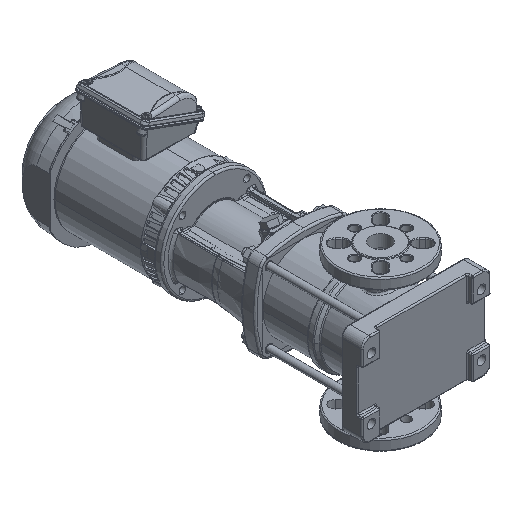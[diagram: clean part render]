
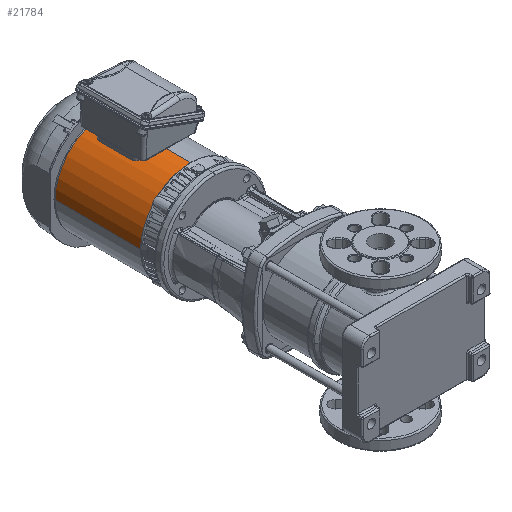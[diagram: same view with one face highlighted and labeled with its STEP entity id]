
A CAD part, isometric view. The second image highlights one B-rep face of the part: STEP entity #21784.
In plain terms, the highlighted cylindrical face has radius 81.875 mm (diameter 163.75 mm), a partial arc.
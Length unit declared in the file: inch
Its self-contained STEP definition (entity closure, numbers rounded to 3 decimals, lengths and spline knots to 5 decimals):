
#794 = VECTOR ( 'NONE', #29198, 39.37008 ) ;
#3033 = DIRECTION ( 'NONE',  ( 1., 0., 0. ) ) ;
#3350 = CARTESIAN_POINT ( 'NONE',  ( 24.55814, -2.54755, 0.00056 ) ) ;
#7414 = VERTEX_POINT ( 'NONE', #37577 ) ;
#14139 = VERTEX_POINT ( 'NONE', #42786 ) ;
#17273 = DIRECTION ( 'NONE',  ( 0., 0., 1. ) ) ;
#18364 = FACE_OUTER_BOUND ( 'NONE', #62898, .T. ) ;
#21784 = ADVANCED_FACE ( 'NONE', ( #18364 ), #25523, .T. ) ;
#23539 = ORIENTED_EDGE ( 'NONE', *, *, #48238, .T. ) ;
#24955 = VERTEX_POINT ( 'NONE', #107734 ) ;
#25523 = CYLINDRICAL_SURFACE ( 'NONE', #76502, 3.22343 ) ;
#26060 = ORIENTED_EDGE ( 'NONE', *, *, #57703, .F. ) ;
#27614 = ORIENTED_EDGE ( 'NONE', *, *, #58452, .T. ) ;
#29198 = DIRECTION ( 'NONE',  ( -1., 0., 0. ) ) ;
#33755 = CARTESIAN_POINT ( 'NONE',  ( 24.55814, 0.67588, 0. ) ) ;
#33919 = ORIENTED_EDGE ( 'NONE', *, *, #107902, .T. ) ;
#37577 = CARTESIAN_POINT ( 'NONE',  ( 3.52765, 0.67588, 3.22343 ) ) ;
#42786 = CARTESIAN_POINT ( 'NONE',  ( -1.98416, 0.67588, 3.22343 ) ) ;
#48238 = EDGE_CURVE ( 'NONE', #99651, #7414, #56791, .T. ) ;
#53255 = AXIS2_PLACEMENT_3D ( 'NONE', #104457, #71478, #80281 ) ;
#56791 = CIRCLE ( 'NONE', #53255, 3.22343 ) ;
#57703 = EDGE_CURVE ( 'NONE', #99651, #24955, #78641, .T. ) ;
#58452 = EDGE_CURVE ( 'NONE', #7414, #14139, #62165, .T. ) ;
#62165 = LINE ( 'NONE', #72023, #794 ) ;
#62898 = EDGE_LOOP ( 'NONE', ( #23539, #27614, #33919, #26060 ) ) ;
#63949 = VECTOR ( 'NONE', #103886, 39.37008 ) ;
#71478 = DIRECTION ( 'NONE',  ( -1., 0., 0. ) ) ;
#72023 = CARTESIAN_POINT ( 'NONE',  ( 24.55814, 0.67588, 3.22343 ) ) ;
#76502 = AXIS2_PLACEMENT_3D ( 'NONE', #33755, #84287, #17273 ) ;
#78338 = CARTESIAN_POINT ( 'NONE',  ( -1.98416, 0.67588, 0. ) ) ;
#78641 = LINE ( 'NONE', #3350, #63949 ) ;
#80281 = DIRECTION ( 'NONE',  ( 0., 1., 0. ) ) ;
#81476 = CARTESIAN_POINT ( 'NONE',  ( 3.52765, -2.54755, 0.00056 ) ) ;
#84287 = DIRECTION ( 'NONE',  ( -1., 0., 0. ) ) ;
#88195 = DIRECTION ( 'NONE',  ( 0., -1., 0. ) ) ;
#95493 = CIRCLE ( 'NONE', #99045, 3.22343 ) ;
#99045 = AXIS2_PLACEMENT_3D ( 'NONE', #78338, #3033, #88195 ) ;
#99651 = VERTEX_POINT ( 'NONE', #81476 ) ;
#103886 = DIRECTION ( 'NONE',  ( -1., 0., 0. ) ) ;
#104457 = CARTESIAN_POINT ( 'NONE',  ( 3.52765, 0.67588, 0. ) ) ;
#107734 = CARTESIAN_POINT ( 'NONE',  ( -1.98416, -2.54755, 0.00056 ) ) ;
#107902 = EDGE_CURVE ( 'NONE', #14139, #24955, #95493, .T. ) ;
